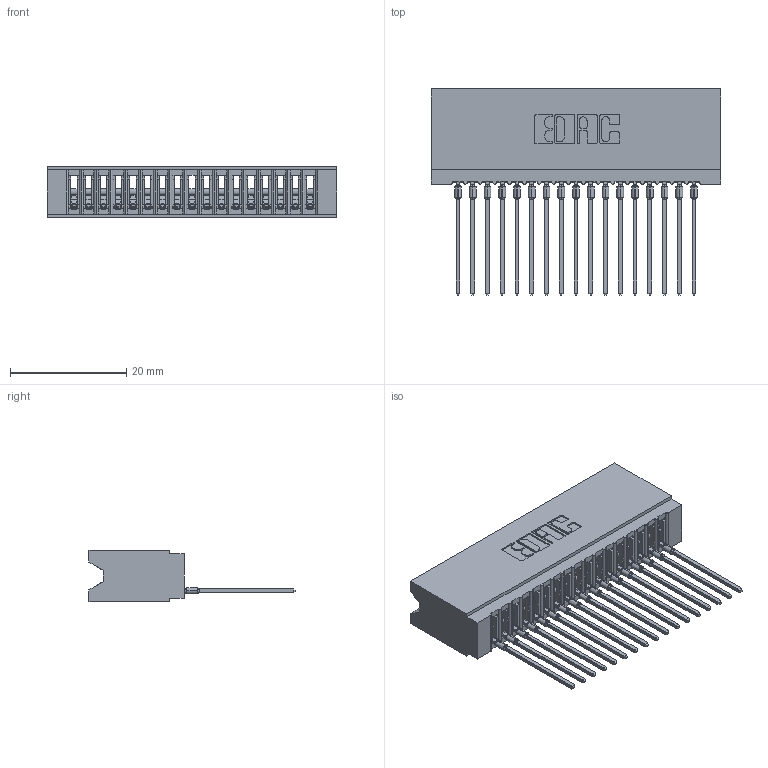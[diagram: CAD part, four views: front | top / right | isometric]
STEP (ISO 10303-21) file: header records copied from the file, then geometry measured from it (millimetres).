
FILE_DESCRIPTION (( 'STEP AP203' ), '1' );
FILE_NAME ('745-017-541-106.STEP', '2026-02-25T16:08:38', ( '' ), ( '' ), 'SwSTEP 2.0', 'SolidWorks 2023', '' );
FILE_SCHEMA (( 'CONFIG_CONTROL_DESIGN' ));
Length unit declared in the file: millimetre
Products named in the file (3): 745 Part_Insulator Option - 06; 745-292-001_541; 745-017-541-106
Assembly tree (18 placements, depth 2):
  745-017-541-106
    745 Part_Insulator Option - 06
    745-292-001_541  x17
Bounding box: 49.78 x 35.45 x 8.89 mm (x, y, z)
Volume: 4528.8 mm3; surface area: 8302.2 mm2
Topology: 18 solids, 18 shells, 2000 faces, 5496 edges, 3470 vertices
Faces by surface type: plane 1195, cylinder 363, bspline 340, torus 102
Entity records: 31509 total; most frequent: CARTESIAN_POINT 6053, ORIENTED_EDGE 5456, DIRECTION 4754, EDGE_CURVE 2728, VECTOR 2444, LINE 2444, VERTEX_POINT 1742, AXIS2_PLACEMENT_3D 1155
